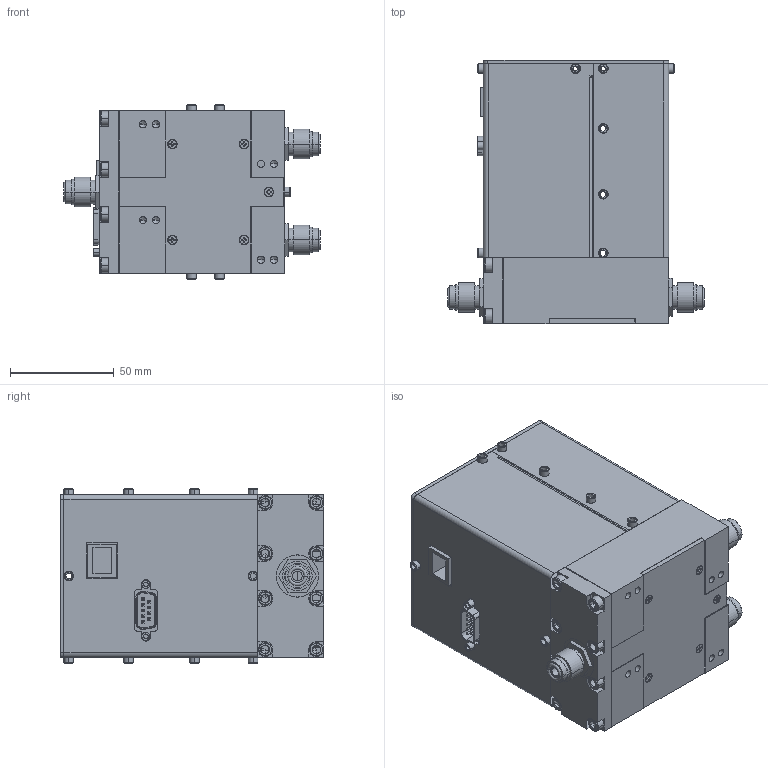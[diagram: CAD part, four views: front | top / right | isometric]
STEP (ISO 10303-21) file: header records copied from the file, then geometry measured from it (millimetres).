
FILE_DESCRIPTION((''),'2;1');
FILE_NAME('DLTA2_REDUCED_ANALOG_SW0001','2005-08-04T',('CockrofM'),('MKS Instruments, Inc.'),'PRO/ENGINEER BY PARAMETRIC TECHNOLOGY CORPORATION, 2001360','PRO/ENGINEER BY PARAMETRIC TECHNOLOGY CORPORATION, 2001360','');
FILE_SCHEMA(('CONFIG_CONTROL_DESIGN'));
Length unit declared in the file: inch
Products named in the file (1): DLTA2_REDUCED_ANALOG_SW0001
Bounding box: 123.85 x 127 x 84.18 mm (x, y, z)
Surface area: 76982.5 mm2 (no closed solid volume)
Topology: 0 solids, 99 shells, 534 faces, 2214 edges, 1736 vertices
Faces by surface type: cylinder 223, plane 209, cone 76, bspline 18, torus 6, sphere 2
Entity records: 25116 total; most frequent: CARTESIAN_POINT 7329, DIRECTION 3643, ORIENTED_EDGE 3036, EDGE_CURVE 2180, VERTEX_POINT 1736, VECTOR 1415, LINE 1415, AXIS2_PLACEMENT_3D 1114
